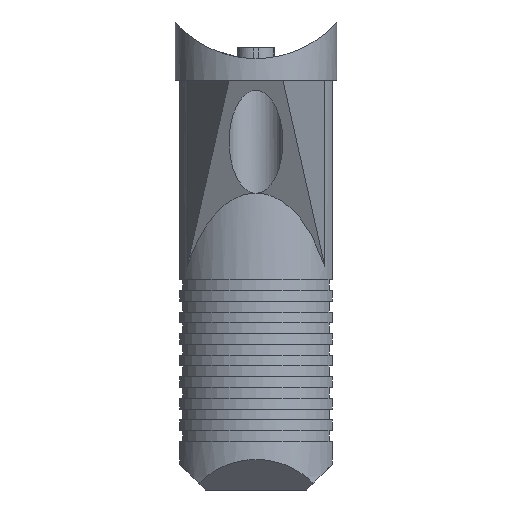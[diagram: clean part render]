
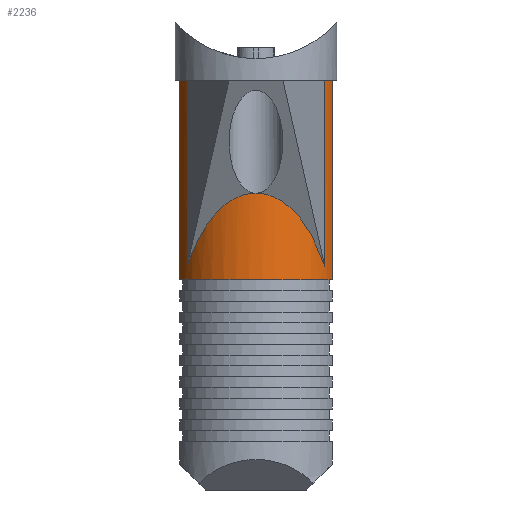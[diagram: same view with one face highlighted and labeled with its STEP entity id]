
A CAD part, left-side view. The second image highlights one B-rep face of the part: STEP entity #2236.
In plain terms, the highlighted cylindrical face has radius 15 mm (diameter 30 mm), a partial arc.
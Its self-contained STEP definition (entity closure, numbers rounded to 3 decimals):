
#573 = VERTEX_POINT('',#574);
#574 = CARTESIAN_POINT('',(-6.,13.748,76.));
#581 = EDGE_CURVE('',#582,#573,#584,.T.);
#582 = VERTEX_POINT('',#583);
#583 = CARTESIAN_POINT('',(-5.,14.142,76.));
#584 = CIRCLE('',#585,15.);
#585 = AXIS2_PLACEMENT_3D('',#586,#587,#588);
#586 = CARTESIAN_POINT('',(0.,0.,76.));
#587 = DIRECTION('',(0.,0.,1.));
#588 = DIRECTION('',(1.,0.,0.));
#657 = VERTEX_POINT('',#658);
#658 = CARTESIAN_POINT('',(-5.,14.142,39.));
#664 = EDGE_CURVE('',#665,#657,#667,.T.);
#665 = VERTEX_POINT('',#666);
#666 = CARTESIAN_POINT('',(-5.,-14.142,39.));
#667 = CIRCLE('',#668,15.);
#668 = AXIS2_PLACEMENT_3D('',#669,#670,#671);
#669 = CARTESIAN_POINT('',(0.,0.,39.));
#670 = DIRECTION('',(0.,0.,-1.));
#671 = DIRECTION('',(1.,0.,0.));
#2225 = EDGE_CURVE('',#582,#657,#2226,.T.);
#2226 = LINE('',#2227,#2228);
#2227 = CARTESIAN_POINT('',(-5.,14.142,0.));
#2228 = VECTOR('',#2229,1.);
#2229 = DIRECTION('',(-0.,-0.,-1.));
#2236 = ADVANCED_FACE('',(#2237),#2309,.T.);
#2237 = FACE_BOUND('',#2238,.F.);
#2238 = EDGE_LOOP('',(#2239,#2240,#2241,#2242,#2251,#2259,#2268,#2277,
    #2285,#2294,#2303));
#2239 = ORIENTED_EDGE('',*,*,#664,.T.);
#2240 = ORIENTED_EDGE('',*,*,#2225,.F.);
#2241 = ORIENTED_EDGE('',*,*,#581,.T.);
#2242 = ORIENTED_EDGE('',*,*,#2243,.T.);
#2243 = EDGE_CURVE('',#573,#2244,#2246,.T.);
#2244 = VERTEX_POINT('',#2245);
#2245 = CARTESIAN_POINT('',(-7.856,12.778,76.));
#2246 = CIRCLE('',#2247,15.);
#2247 = AXIS2_PLACEMENT_3D('',#2248,#2249,#2250);
#2248 = CARTESIAN_POINT('',(0.,0.,76.));
#2249 = DIRECTION('',(0.,0.,1.));
#2250 = DIRECTION('',(1.,0.,0.));
#2251 = ORIENTED_EDGE('',*,*,#2252,.T.);
#2252 = EDGE_CURVE('',#2244,#2253,#2255,.T.);
#2253 = VERTEX_POINT('',#2254);
#2254 = CARTESIAN_POINT('',(-7.856,12.778,
    41.431));
#2255 = LINE('',#2256,#2257);
#2256 = CARTESIAN_POINT('',(-7.856,12.778,0.));
#2257 = VECTOR('',#2258,1.);
#2258 = DIRECTION('',(-0.,-0.,-1.));
#2259 = ORIENTED_EDGE('',*,*,#2260,.F.);
#2260 = EDGE_CURVE('',#2261,#2253,#2263,.T.);
#2261 = VERTEX_POINT('',#2262);
#2262 = CARTESIAN_POINT('',(-15.,0.,55.036));
#2263 = ELLIPSE('',#2264,32.266,15.);
#2264 = AXIS2_PLACEMENT_3D('',#2265,#2266,#2267);
#2265 = CARTESIAN_POINT('',(0.,0.,26.468));
#2266 = DIRECTION('',(-0.885,-0.,-0.465));
#2267 = DIRECTION('',(0.465,0.,-0.885));
#2268 = ORIENTED_EDGE('',*,*,#2269,.F.);
#2269 = EDGE_CURVE('',#2270,#2261,#2272,.T.);
#2270 = VERTEX_POINT('',#2271);
#2271 = CARTESIAN_POINT('',(-7.856,-12.778,
    41.431));
#2272 = ELLIPSE('',#2273,32.266,15.);
#2273 = AXIS2_PLACEMENT_3D('',#2274,#2275,#2276);
#2274 = CARTESIAN_POINT('',(0.,0.,26.468));
#2275 = DIRECTION('',(-0.885,-0.,-0.465));
#2276 = DIRECTION('',(0.465,0.,-0.885));
#2277 = ORIENTED_EDGE('',*,*,#2278,.F.);
#2278 = EDGE_CURVE('',#2279,#2270,#2281,.T.);
#2279 = VERTEX_POINT('',#2280);
#2280 = CARTESIAN_POINT('',(-7.856,-12.778,76.));
#2281 = LINE('',#2282,#2283);
#2282 = CARTESIAN_POINT('',(-7.856,-12.778,0.));
#2283 = VECTOR('',#2284,1.);
#2284 = DIRECTION('',(-0.,-0.,-1.));
#2285 = ORIENTED_EDGE('',*,*,#2286,.T.);
#2286 = EDGE_CURVE('',#2279,#2287,#2289,.T.);
#2287 = VERTEX_POINT('',#2288);
#2288 = CARTESIAN_POINT('',(-6.,-13.748,76.));
#2289 = CIRCLE('',#2290,15.);
#2290 = AXIS2_PLACEMENT_3D('',#2291,#2292,#2293);
#2291 = CARTESIAN_POINT('',(0.,0.,76.));
#2292 = DIRECTION('',(0.,0.,1.));
#2293 = DIRECTION('',(1.,0.,0.));
#2294 = ORIENTED_EDGE('',*,*,#2295,.T.);
#2295 = EDGE_CURVE('',#2287,#2296,#2298,.T.);
#2296 = VERTEX_POINT('',#2297);
#2297 = CARTESIAN_POINT('',(-5.,-14.142,76.));
#2298 = CIRCLE('',#2299,15.);
#2299 = AXIS2_PLACEMENT_3D('',#2300,#2301,#2302);
#2300 = CARTESIAN_POINT('',(0.,0.,76.));
#2301 = DIRECTION('',(0.,0.,1.));
#2302 = DIRECTION('',(1.,0.,0.));
#2303 = ORIENTED_EDGE('',*,*,#2304,.T.);
#2304 = EDGE_CURVE('',#2296,#665,#2305,.T.);
#2305 = LINE('',#2306,#2307);
#2306 = CARTESIAN_POINT('',(-5.,-14.142,0.));
#2307 = VECTOR('',#2308,1.);
#2308 = DIRECTION('',(-0.,-0.,-1.));
#2309 = CYLINDRICAL_SURFACE('',#2310,15.);
#2310 = AXIS2_PLACEMENT_3D('',#2311,#2312,#2313);
#2311 = CARTESIAN_POINT('',(0.,0.,0.));
#2312 = DIRECTION('',(-0.,-0.,-1.));
#2313 = DIRECTION('',(1.,0.,0.));
